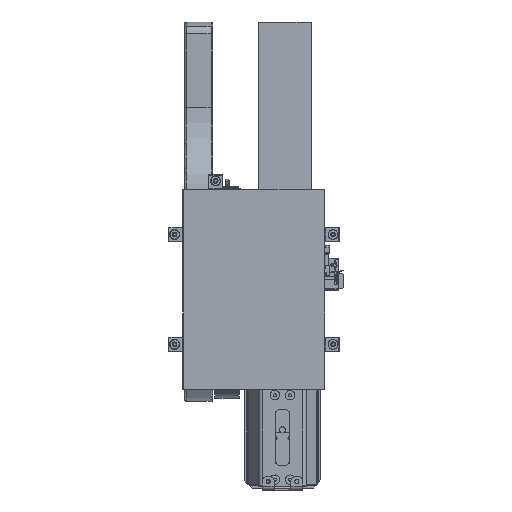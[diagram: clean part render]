
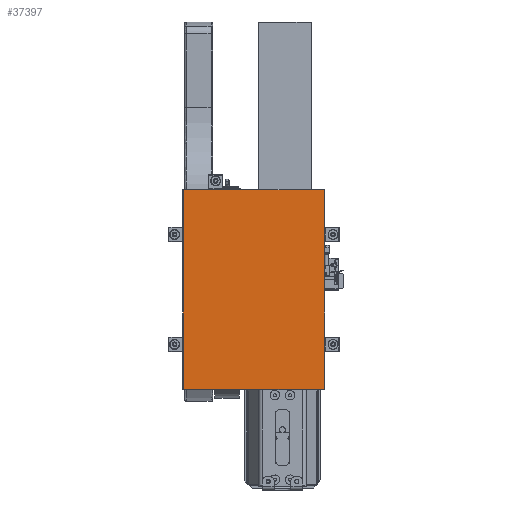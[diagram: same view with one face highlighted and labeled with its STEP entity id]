
A CAD part, front view. The second image highlights one B-rep face of the part: STEP entity #37397.
In plain terms, the highlighted planar face has unit normal (0, -1, 0).
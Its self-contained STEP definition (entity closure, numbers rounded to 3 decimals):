
#7249=VECTOR('',#47999,1.);
#7256=VECTOR('',#48008,1.);
#7271=VECTOR('',#48028,1.);
#7273=VECTOR('',#48031,1.);
#10400=LINE('',#75936,#7249);
#10407=LINE('',#75952,#7256);
#10422=LINE('',#75979,#7271);
#10424=LINE('',#75982,#7273);
#14538=VERTEX_POINT('',#75935);
#14539=VERTEX_POINT('',#75937);
#14545=VERTEX_POINT('',#75951);
#14552=VERTEX_POINT('',#75978);
#20873=EDGE_CURVE('',#14538,#14539,#10400,.T.);
#20880=EDGE_CURVE('',#14545,#14538,#10407,.T.);
#20895=EDGE_CURVE('',#14552,#14545,#10422,.T.);
#20897=EDGE_CURVE('',#14539,#14552,#10424,.T.);
#29159=ORIENTED_EDGE('',*,*,#20895,.F.);
#29160=ORIENTED_EDGE('',*,*,#20897,.F.);
#29161=ORIENTED_EDGE('',*,*,#20873,.F.);
#29162=ORIENTED_EDGE('',*,*,#20880,.F.);
#33165=EDGE_LOOP('',(#29159,#29160,#29161,#29162));
#35639=FACE_BOUND('',#33165,.T.);
#37397=ADVANCED_FACE('',(#35639),#85716,.F.);
#40267=AXIS2_PLACEMENT_3D('',#75981,#48030,$);
#47999=DIRECTION('',(1.,0.,0.));
#48008=DIRECTION('',(0.,0.,1.));
#48028=DIRECTION('',(-1.,0.,0.));
#48030=DIRECTION('',(0.,1.,0.));
#48031=DIRECTION('',(0.,0.,-1.));
#75935=CARTESIAN_POINT('',(-207.5,0.,139.));
#75936=CARTESIAN_POINT('',(-207.5,0.,139.));
#75937=CARTESIAN_POINT('',(87.5,0.,139.));
#75951=CARTESIAN_POINT('',(-207.5,0.,-279.));
#75952=CARTESIAN_POINT('',(-207.5,0.,-279.));
#75978=CARTESIAN_POINT('',(87.5,0.,-279.));
#75979=CARTESIAN_POINT('',(87.5,0.,-279.));
#75981=CARTESIAN_POINT('',(-60.,0.,-70.));
#75982=CARTESIAN_POINT('',(87.5,0.,139.));
#85716=PLANE('',#40267);
